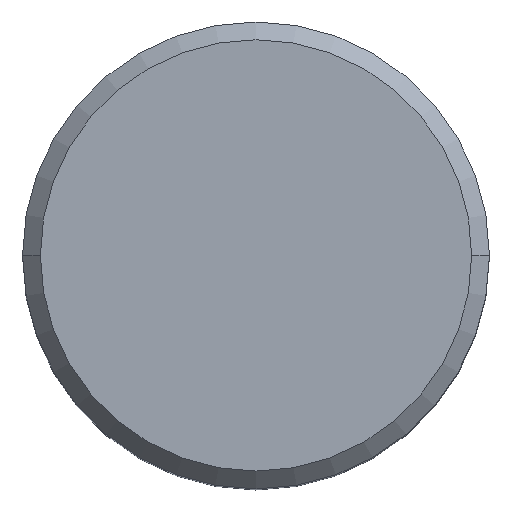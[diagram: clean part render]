
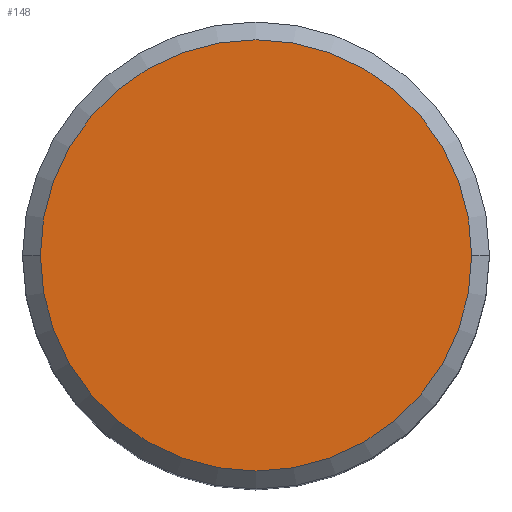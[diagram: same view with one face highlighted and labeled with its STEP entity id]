
A CAD part, top view. The second image highlights one B-rep face of the part: STEP entity #148.
In plain terms, the highlighted planar face has unit normal (0, 0, 1).
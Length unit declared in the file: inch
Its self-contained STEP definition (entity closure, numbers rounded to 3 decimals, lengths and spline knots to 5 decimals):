
#9 = VERTEX_POINT ( 'NONE', #292 ) ;
#10 = ORIENTED_EDGE ( 'NONE', *, *, #105, .T. ) ;
#53 = CARTESIAN_POINT ( 'NONE',  ( 0., 0., 0. ) ) ;
#91 = CARTESIAN_POINT ( 'NONE',  ( 0., 0., 0. ) ) ;
#105 = EDGE_CURVE ( 'NONE', #9, #264, #124, .T. ) ;
#124 = CIRCLE ( 'NONE', #194, 0.18185 ) ;
#139 = ORIENTED_EDGE ( 'NONE', *, *, #400, .T. ) ;
#148 = ADVANCED_FACE ( 'NONE', ( #407 ), #338, .F. ) ;
#157 = EDGE_LOOP ( 'NONE', ( #10, #139 ) ) ;
#165 = CIRCLE ( 'NONE', #408, 0.18185 ) ;
#182 = AXIS2_PLACEMENT_3D ( 'NONE', #301, #243, #365 ) ;
#194 = AXIS2_PLACEMENT_3D ( 'NONE', #91, #298, #347 ) ;
#243 = DIRECTION ( 'NONE',  ( 0., 0., -1. ) ) ;
#264 = VERTEX_POINT ( 'NONE', #447 ) ;
#286 = DIRECTION ( 'NONE',  ( 0., 0., 1. ) ) ;
#292 = CARTESIAN_POINT ( 'NONE',  ( -0.18185, 0., 0. ) ) ;
#298 = DIRECTION ( 'NONE',  ( 0., 0., 1. ) ) ;
#301 = CARTESIAN_POINT ( 'NONE',  ( 0., 0.18185, 0. ) ) ;
#338 = PLANE ( 'NONE',  #182 ) ;
#347 = DIRECTION ( 'NONE',  ( 1., 0., 0. ) ) ;
#365 = DIRECTION ( 'NONE',  ( -1., 0., 0. ) ) ;
#400 = EDGE_CURVE ( 'NONE', #264, #9, #165, .T. ) ;
#407 = FACE_OUTER_BOUND ( 'NONE', #157, .T. ) ;
#408 = AXIS2_PLACEMENT_3D ( 'NONE', #53, #286, #454 ) ;
#447 = CARTESIAN_POINT ( 'NONE',  ( 0.18185, 0., 0. ) ) ;
#454 = DIRECTION ( 'NONE',  ( 1., 0., 0. ) ) ;
